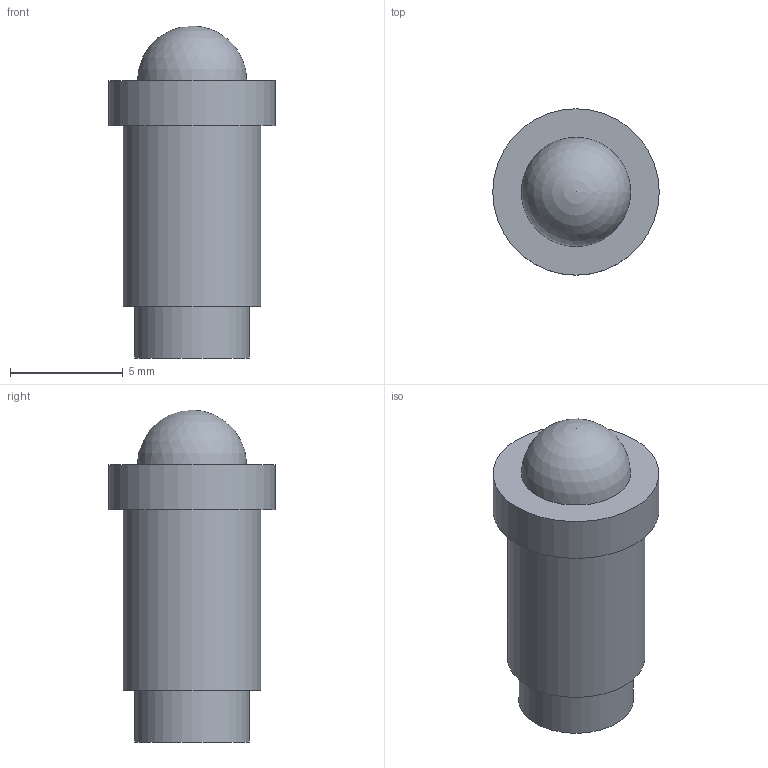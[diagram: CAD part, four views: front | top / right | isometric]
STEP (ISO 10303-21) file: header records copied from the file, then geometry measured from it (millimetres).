
FILE_DESCRIPTION(('FreeCAD Model'),'2;1');
FILE_NAME('Open CASCADE Shape Model','2025-12-05T22:27:50',(''),(''), 'Open CASCADE STEP processor 7.6','FreeCAD','Unknown');
FILE_SCHEMA(('AUTOMOTIVE_DESIGN { 1 0 10303 214 1 1 1 1 }'));
Length unit declared in the file: millimetre
Products named in the file (1): Fusion
Bounding box: 7.38 x 7.38 x 14.72 mm (x, y, z)
Volume: 396.2 mm3; surface area: 340.6 mm2
Topology: 1 solids, 1 shells, 8 faces, 12 edges, 8 vertices
Faces by surface type: plane 4, cylinder 3, sphere 1
Full cylindrical faces by diameter (mm): 5.1 x1, 6.1 x1, 7.38 x1
Entity records: 251 total; most frequent: DIRECTION 37, CARTESIAN_POINT 28, ORIENTED_EDGE 22, AXIS2_PLACEMENT_3D 17, FACE_BOUND 11, EDGE_LOOP 11, EDGE_CURVE 11, ADVANCED_FACE 8
